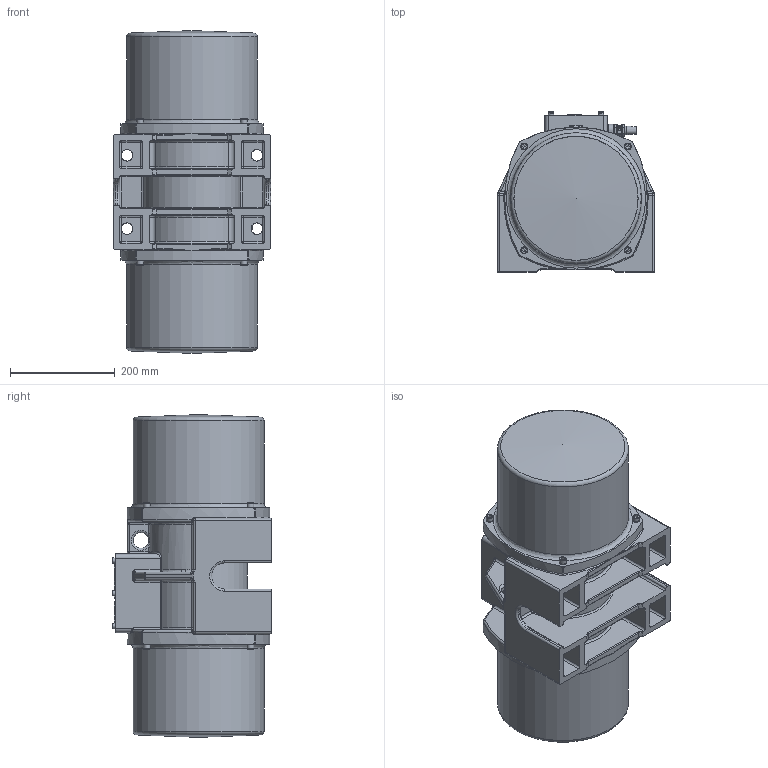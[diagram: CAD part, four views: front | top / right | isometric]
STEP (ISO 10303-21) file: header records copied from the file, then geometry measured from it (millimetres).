
FILE_DESCRIPTION((''),'2;1');
FILE_NAME('G31-400-6 nativ.stp','2010-03-02T08:30:47',('Doris'),(''),'Autodesk Inventor 2008','Autodesk Inventor 2008','');
FILE_SCHEMA(('AUTOMOTIVE_DESIGN { 1 0 10303 214 1 1 1 1 }'));
Length unit declared in the file: millimetre
Products named in the file (1): G31-400-6 nativ 1
Bounding box: 300 x 305.17 x 616 mm (x, y, z)
Volume: 8468795.4 mm3; surface area: 1727471 mm2
Topology: 1 solids, 30 shells, 1288 faces, 3005 edges, 1834 vertices
Faces by surface type: plane 461, cylinder 417, bspline 222, cone 91, torus 67, sphere 30
Full cylindrical faces by diameter (mm): 2.729 x2, 3 x4, 3.242 x1, 4.134 x1, 4.917 x8, 5 x4, 6 x6, 6.4 x6, 6.647 x8, 7 x6, 8 x8, 8.4 x8, 10 x20, 11 x6, 13 x16, 13.835 x12, 16.5 x1, 17 x2, 18 x9, 18.376 x1, 20 x2, 22 x4, 23.8 x3, 28 x1, 30 x3, 40 x4, 78.2 x6, 88.2 x4, 96 x2, 120 x2
Entity records: 49972 total; most frequent: CARTESIAN_POINT 21945, DIRECTION 5544, ORIENTED_EDGE 5104, EDGE_CURVE 2552, AXIS2_PLACEMENT_3D 2299, EDGE_LOOP 1754, VERTEX_POINT 1698, FACE_OUTER_BOUND 1288
